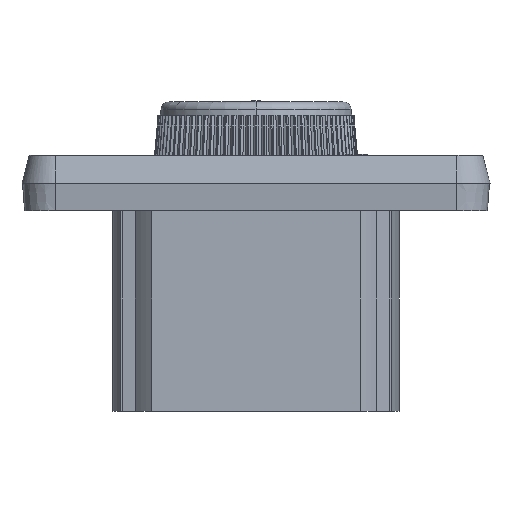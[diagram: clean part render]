
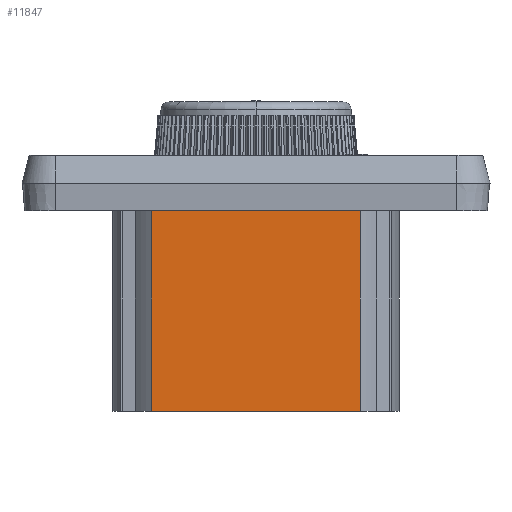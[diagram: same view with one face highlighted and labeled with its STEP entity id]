
A CAD part, front view. The second image highlights one B-rep face of the part: STEP entity #11847.
In plain terms, the highlighted planar face has unit normal (0, -1, 0).
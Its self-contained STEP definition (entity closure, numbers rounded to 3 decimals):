
#1106 = VERTEX_POINT ( 'NONE', #1983 ) ;
#1983 = CARTESIAN_POINT ( 'NONE',  ( 18.667, -21.8, 0. ) ) ;
#2297 = EDGE_CURVE ( 'NONE', #1106, #11608, #19740, .T. ) ;
#2757 = VECTOR ( 'NONE', #11542, 1000. ) ;
#2982 = DIRECTION ( 'NONE',  ( -1., 0., 0. ) ) ;
#3087 = DIRECTION ( 'NONE',  ( 0., -1., 0. ) ) ;
#4356 = EDGE_CURVE ( 'NONE', #10309, #20281, #8037, .T. ) ;
#4778 = CARTESIAN_POINT ( 'NONE',  ( -18.667, -21.8, 0. ) ) ;
#6303 = ORIENTED_EDGE ( 'NONE', *, *, #4356, .F. ) ;
#8011 = CARTESIAN_POINT ( 'NONE',  ( 18.667, -21.8, 0. ) ) ;
#8037 = LINE ( 'NONE', #16240, #17484 ) ;
#8348 = DIRECTION ( 'NONE',  ( 0., 0., -1. ) ) ;
#8682 = ORIENTED_EDGE ( 'NONE', *, *, #14597, .T. ) ;
#10309 = VERTEX_POINT ( 'NONE', #14081 ) ;
#11542 = DIRECTION ( 'NONE',  ( -1., 0., 0. ) ) ;
#11608 = VERTEX_POINT ( 'NONE', #14530 ) ;
#11847 = ADVANCED_FACE ( 'NONE', ( #11854 ), #19841, .T. ) ;
#11854 = FACE_OUTER_BOUND ( 'NONE', #19768, .T. ) ;
#12066 = VECTOR ( 'NONE', #19604, 1000. ) ;
#12161 = AXIS2_PLACEMENT_3D ( 'NONE', #20164, #3087, #8348 ) ;
#12696 = ORIENTED_EDGE ( 'NONE', *, *, #16836, .F. ) ;
#13228 = CARTESIAN_POINT ( 'NONE',  ( -18.667, -21.8, -35.95 ) ) ;
#14081 = CARTESIAN_POINT ( 'NONE',  ( 18.667, -21.8, -35.95 ) ) ;
#14530 = CARTESIAN_POINT ( 'NONE',  ( -18.667, -21.8, 0. ) ) ;
#14597 = EDGE_CURVE ( 'NONE', #11608, #20281, #19995, .T. ) ;
#15160 = ORIENTED_EDGE ( 'NONE', *, *, #2297, .T. ) ;
#16240 = CARTESIAN_POINT ( 'NONE',  ( 18.667, -21.8, -35.95 ) ) ;
#16318 = LINE ( 'NONE', #8011, #12066 ) ;
#16836 = EDGE_CURVE ( 'NONE', #1106, #10309, #16318, .T. ) ;
#17484 = VECTOR ( 'NONE', #2982, 1000. ) ;
#18406 = VECTOR ( 'NONE', #20203, 1000. ) ;
#19604 = DIRECTION ( 'NONE',  ( 0., 0., -1. ) ) ;
#19740 = LINE ( 'NONE', #19957, #2757 ) ;
#19768 = EDGE_LOOP ( 'NONE', ( #15160, #8682, #6303, #12696 ) ) ;
#19841 = PLANE ( 'NONE',  #12161 ) ;
#19957 = CARTESIAN_POINT ( 'NONE',  ( -18.667, -21.8, 0. ) ) ;
#19995 = LINE ( 'NONE', #4778, #18406 ) ;
#20164 = CARTESIAN_POINT ( 'NONE',  ( 18.667, -21.8, 0. ) ) ;
#20203 = DIRECTION ( 'NONE',  ( 0., 0., -1. ) ) ;
#20281 = VERTEX_POINT ( 'NONE', #13228 ) ;
